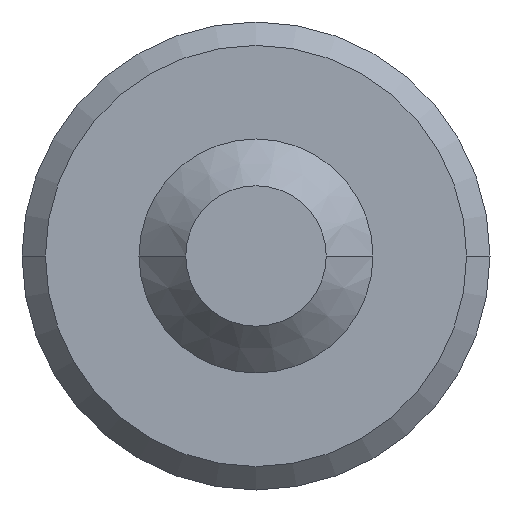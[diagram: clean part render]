
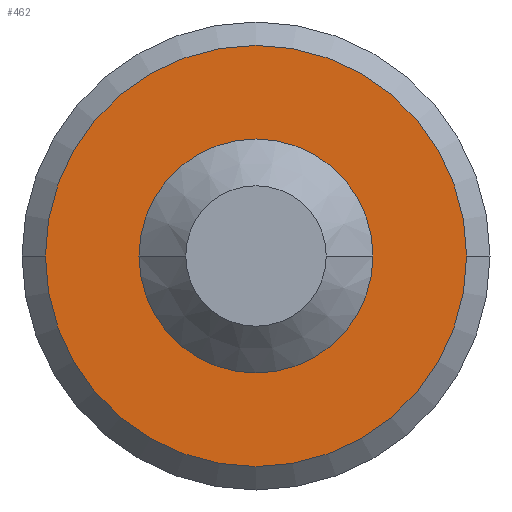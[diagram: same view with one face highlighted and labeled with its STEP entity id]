
A CAD part, front view. The second image highlights one B-rep face of the part: STEP entity #462.
In plain terms, the highlighted planar face has unit normal (0, -1, 0).
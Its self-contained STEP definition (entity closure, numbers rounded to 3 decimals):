
#18=CARTESIAN_POINT('',(0.,0.,0.));
#19=DIRECTION('',(0.,1.,0.));
#20=DIRECTION('',(1.,0.,0.));
#21=AXIS2_PLACEMENT_3D('',#18,#19,#20);
#27=CARTESIAN_POINT('',(0.,0.,0.));
#28=DIRECTION('',(0.,-1.,0.));
#29=DIRECTION('',(1.,0.,0.));
#30=AXIS2_PLACEMENT_3D('',#27,#28,#29);
#102=CARTESIAN_POINT('',(0.,0.,0.));
#103=DIRECTION('',(0.,-1.,0.));
#104=DIRECTION('',(1.,0.,0.));
#105=AXIS2_PLACEMENT_3D('',#102,#103,#104);
#117=CARTESIAN_POINT('',(0.,0.,0.));
#118=DIRECTION('',(0.,1.,0.));
#119=DIRECTION('',(1.,0.,0.));
#120=AXIS2_PLACEMENT_3D('',#117,#118,#119);
#433=CARTESIAN_POINT('',(0.5,0.,0.));
#434=VERTEX_POINT('',#433);
#439=CARTESIAN_POINT('',(-0.5,0.,0.));
#440=VERTEX_POINT('',#439);
#441=CARTESIAN_POINT('',(0.9,0.,0.));
#442=VERTEX_POINT('',#441);
#443=CARTESIAN_POINT('',(-0.9,0.,0.));
#444=VERTEX_POINT('',#443);
#445=CARTESIAN_POINT('',(0.,0.,0.));
#446=DIRECTION('',(0.,1.,0.));
#447=DIRECTION('',(1.,0.,0.));
#448=AXIS2_PLACEMENT_3D('',#445,#446,#447);
#449=PLANE('',#448);
#451=ORIENTED_EDGE('',*,*,#450,.F.);
#453=ORIENTED_EDGE('',*,*,#452,.T.);
#454=EDGE_LOOP('',(#451,#453));
#455=FACE_OUTER_BOUND('',#454,.F.);
#457=ORIENTED_EDGE('',*,*,#456,.F.);
#459=ORIENTED_EDGE('',*,*,#458,.T.);
#460=EDGE_LOOP('',(#457,#459));
#461=FACE_BOUND('',#460,.F.);
#462=ADVANCED_FACE('',(#455,#461),#449,.F.);
#22=CIRCLE('',#21,0.5);
#31=CIRCLE('',#30,0.5);
#106=CIRCLE('',#105,0.9);
#121=CIRCLE('',#120,0.9);
#450=EDGE_CURVE('',#442,#444,#106,.T.);
#452=EDGE_CURVE('',#442,#444,#121,.T.);
#456=EDGE_CURVE('',#434,#440,#22,.T.);
#458=EDGE_CURVE('',#434,#440,#31,.T.);
